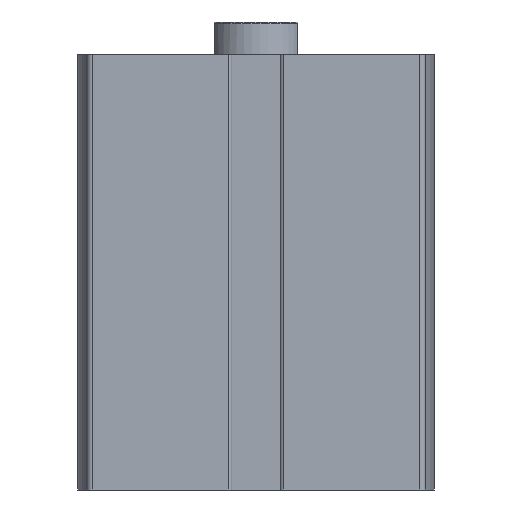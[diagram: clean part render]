
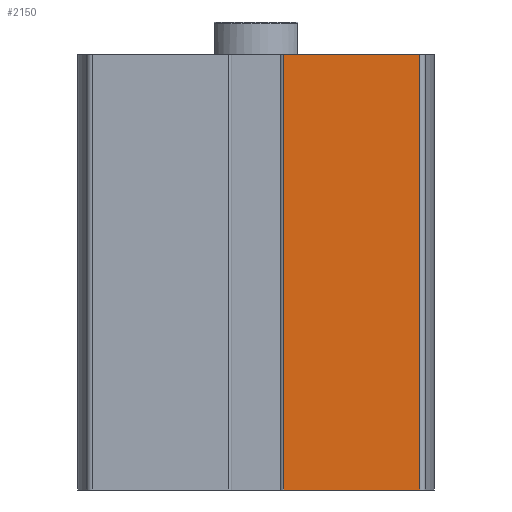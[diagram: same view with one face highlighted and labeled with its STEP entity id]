
A CAD part, front view. The second image highlights one B-rep face of the part: STEP entity #2150.
In plain terms, the highlighted planar face has unit normal (0, -1, 0).
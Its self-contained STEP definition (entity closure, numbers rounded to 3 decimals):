
#278=ORIENTED_EDGE('',*,*,#860,.T.);
#279=ORIENTED_EDGE('',*,*,#861,.F.);
#280=ORIENTED_EDGE('',*,*,#862,.F.);
#281=ORIENTED_EDGE('',*,*,#863,.T.);
#860=EDGE_CURVE('',#1151,#1152,#1371,.T.);
#861=EDGE_CURVE('',#1153,#1152,#1372,.T.);
#862=EDGE_CURVE('',#1154,#1153,#1373,.T.);
#863=EDGE_CURVE('',#1154,#1151,#1374,.T.);
#1151=VERTEX_POINT('',#3376);
#1152=VERTEX_POINT('',#3377);
#1153=VERTEX_POINT('',#3379);
#1154=VERTEX_POINT('',#3381);
#1371=LINE('',#3375,#1505);
#1372=LINE('',#3378,#1506);
#1373=LINE('',#3380,#1507);
#1374=LINE('',#3382,#1508);
#1505=VECTOR('',#2634,1000.);
#1506=VECTOR('',#2635,1000.);
#1507=VECTOR('',#2636,1000.);
#1508=VECTOR('',#2637,1000.);
#1636=EDGE_LOOP('',(#278,#279,#280,#281));
#1862=FACE_BOUND('',#1636,.T.);
#2089=PLANE('',#2323);
#2150=ADVANCED_FACE('',(#1862),#2089,.F.);
#2323=AXIS2_PLACEMENT_3D('',#3374,#2632,#2633);
#2632=DIRECTION('',(0.,1.,0.));
#2633=DIRECTION('',(0.,0.,1.));
#2634=DIRECTION('',(1.,0.,0.));
#2635=DIRECTION('',(0.,0.,-1.));
#2636=DIRECTION('',(1.,0.,0.));
#2637=DIRECTION('',(0.,0.,-1.));
#3374=CARTESIAN_POINT('',(-17.678,-19.25,47.));
#3375=CARTESIAN_POINT('',(-17.678,-19.25,0.));
#3376=CARTESIAN_POINT('',(3.,-19.25,0.));
#3377=CARTESIAN_POINT('',(17.678,-19.25,0.));
#3378=CARTESIAN_POINT('',(17.678,-19.25,47.));
#3379=CARTESIAN_POINT('',(17.678,-19.25,47.));
#3380=CARTESIAN_POINT('',(-17.678,-19.25,47.));
#3381=CARTESIAN_POINT('',(3.,-19.25,47.));
#3382=CARTESIAN_POINT('',(3.,-19.25,47.));
